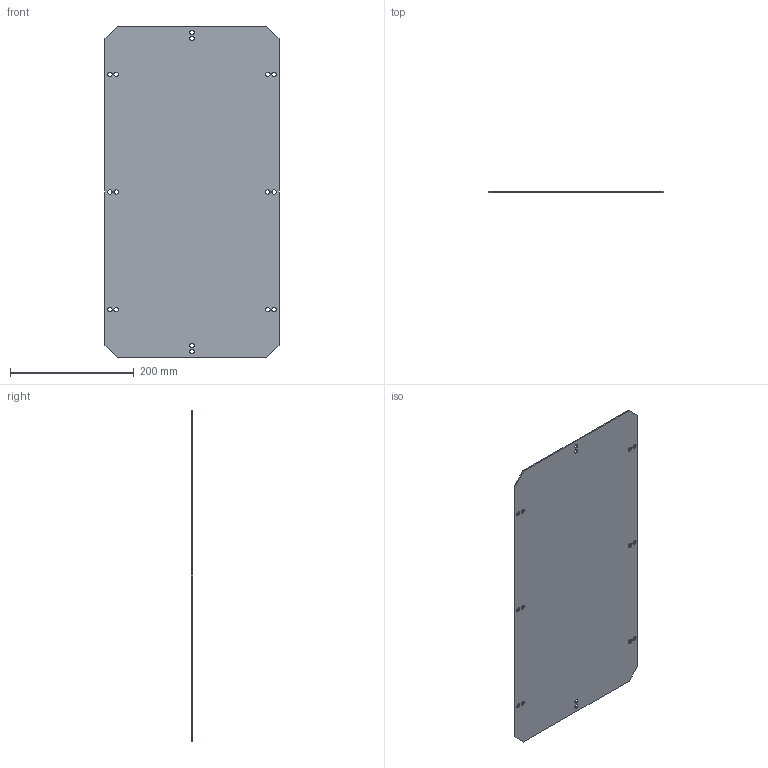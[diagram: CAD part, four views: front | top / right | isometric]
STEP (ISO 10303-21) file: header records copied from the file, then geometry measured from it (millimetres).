
FILE_DESCRIPTION((''),'2;1');
FILE_NAME('1STQ005607B0000_ASM','2020-09-05T03:08:44',('SYSTEM'),(''),'CREO PARAMETRIC BY PTC INC, 2019030','CREO PARAMETRIC BY PTC INC, 2019030','');
FILE_SCHEMA(('CONFIG_CONTROL_DESIGN','SHAPE_APPEARANCE_LAYERS_GROUPS'));
Length unit declared in the file: millimetre
Products named in the file (2): 863088_003_PRT; 1STQ005607B0000_ASM
Assembly tree (1 placements, depth 2):
  1STQ005607B0000_ASM
    863088_003_PRT
Bounding box: 281 x 2 x 535 mm (x, y, z)
Volume: 297838.5 mm3; surface area: 301712.5 mm2
Topology: 1 solids, 1 shells, 42 faces, 120 edges, 80 vertices
Faces by surface type: cylinder 32, plane 10
Entity records: 1552 total; most frequent: DIRECTION 274, CARTESIAN_POINT 245, ORIENTED_EDGE 240, EDGE_CURVE 120, AXIS2_PLACEMENT_3D 109, VERTEX_POINT 80, EDGE_LOOP 74, CIRCLE 64
